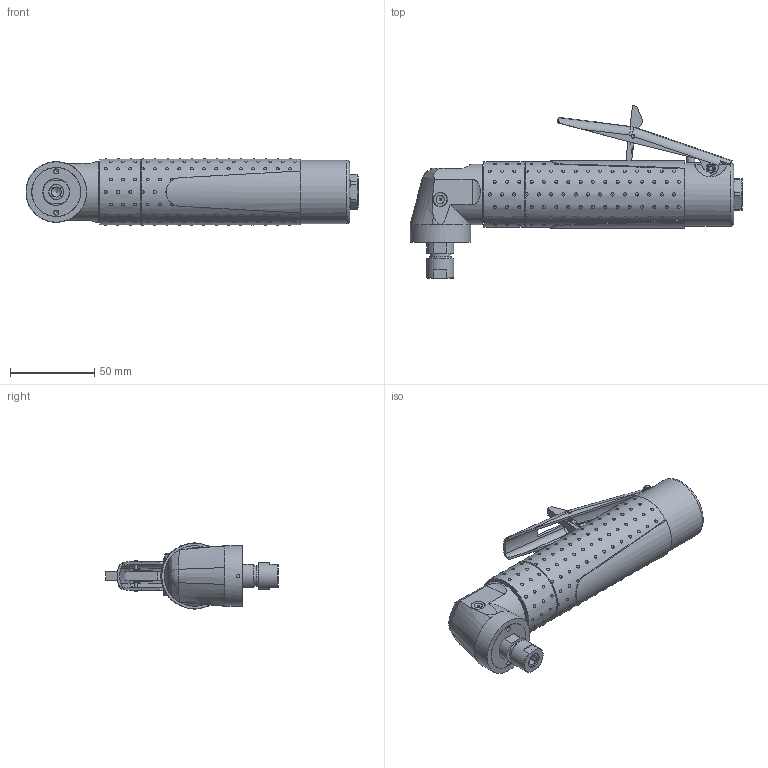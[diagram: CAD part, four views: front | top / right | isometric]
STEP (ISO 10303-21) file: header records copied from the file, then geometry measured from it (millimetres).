
FILE_DESCRIPTION((''),'2;1');
FILE_NAME('GW 126 H_60001195 II_2.stp','2008-09-17T14:40:37',('basyouni'),(''),'Autodesk Inventor 2008','Autodesk Inventor 2008','');
FILE_SCHEMA(('AUTOMOTIVE_DESIGN { 1 0 10303 214 1 1 1 1 }'));
Length unit declared in the file: millimetre
Products named in the file (1): GW 126 H_60001195 II_1
Bounding box: 197.4 x 102.59 x 39.6 mm (x, y, z)
Volume: 230268.8 mm3; surface area: 39297.9 mm2
Topology: 4 solids, 7 shells, 601 faces, 1802 edges, 1301 vertices
Faces by surface type: sphere 207, plane 169, cylinder 128, cone 53, bspline 23, torus 21
Full cylindrical faces by diameter (mm): 0.5 x3, 2 x1, 2.2 x2, 3 x3, 4 x9, 4.6 x1, 5 x1, 6 x1, 7.5 x1, 8 x1, 8.5 x1, 9 x2, 11.445 x1, 12 x2, 13 x3, 14 x1, 14.95 x1, 16 x1, 19 x1, 26.412 x1, 28 x1, 28.2 x1, 30.4 x1, 36 x2, 38 x1, 38.8 x1, 39 x2
Entity records: 30336 total; most frequent: CARTESIAN_POINT 16330, ORIENTED_EDGE 2772, DIRECTION 2375, EDGE_CURVE 1386, VERTEX_POINT 1069, AXIS2_PLACEMENT_3D 1007, EDGE_LOOP 906, FACE_OUTER_BOUND 596
